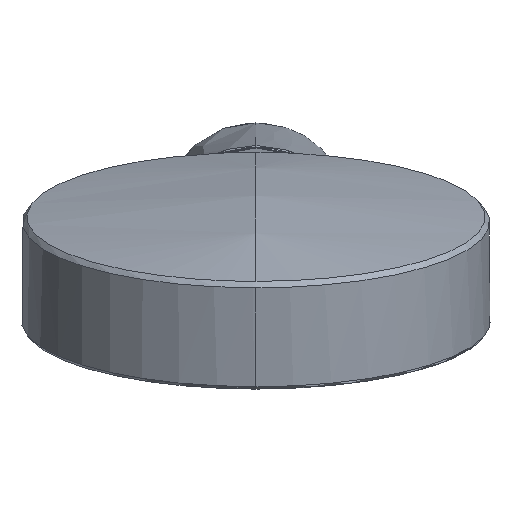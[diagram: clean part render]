
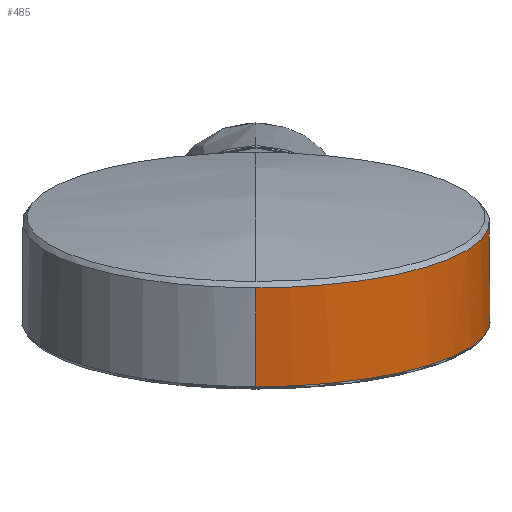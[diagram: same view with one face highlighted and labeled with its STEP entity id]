
A CAD part, top view. The second image highlights one B-rep face of the part: STEP entity #485.
In plain terms, the highlighted free-form (B-spline) face has degree [2, 1] with [9, 2] control points.
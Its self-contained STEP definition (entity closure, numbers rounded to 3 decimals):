
#485=ADVANCED_FACE('',(#2238),#27053,.T.);
#2238=FACE_OUTER_BOUND('',#3992,.T.);
#3992=EDGE_LOOP('',(#6281,#6282,#6283,#6284,#6285,#6286,#6287));
#6281=ORIENTED_EDGE('',*,*,#15031,.T.);
#6282=ORIENTED_EDGE('',*,*,#15034,.T.);
#6283=ORIENTED_EDGE('',*,*,#15025,.T.);
#6284=ORIENTED_EDGE('',*,*,#15029,.T.);
#6285=ORIENTED_EDGE('',*,*,#15033,.T.);
#6286=ORIENTED_EDGE('',*,*,#15046,.T.);
#6287=ORIENTED_EDGE('',*,*,#15032,.T.);
#15025=EDGE_CURVE('',#23853,#23851,#20581,.T.);
#15029=EDGE_CURVE('',#23851,#23854,#20585,.T.);
#15031=EDGE_CURVE('',#23856,#23857,#19361,.T.);
#15032=EDGE_CURVE('',#23858,#23856,#19362,.T.);
#15033=EDGE_CURVE('',#23854,#23859,#19363,.T.);
#15034=EDGE_CURVE('',#23857,#23853,#20587,.T.);
#15046=EDGE_CURVE('',#23859,#23858,#20589,.T.);
#19361=(
BOUNDED_CURVE()
B_SPLINE_CURVE(2,(#43798,#43799,#43800),.UNSPECIFIED.,.F.,.F.)
B_SPLINE_CURVE_WITH_KNOTS((3,3),(-0.34,0.),.UNSPECIFIED.)
CURVE()
GEOMETRIC_REPRESENTATION_ITEM()
RATIONAL_B_SPLINE_CURVE((1.,1.,1.))
REPRESENTATION_ITEM('')
);
#19362=(
BOUNDED_CURVE()
B_SPLINE_CURVE(2,(#43801,#43802,#43803,#43804,#43805),.UNSPECIFIED.,.F.,
 .F.)
B_SPLINE_CURVE_WITH_KNOTS((3,2,3),(-133.157,-66.578,
0.),.UNSPECIFIED.)
CURVE()
GEOMETRIC_REPRESENTATION_ITEM()
RATIONAL_B_SPLINE_CURVE((1.,0.709,1.,0.709,1.))
REPRESENTATION_ITEM('')
);
#19363=(
BOUNDED_CURVE()
B_SPLINE_CURVE(2,(#43806,#43807,#43808,#43809,#43810),.UNSPECIFIED.,.F.,
 .F.)
B_SPLINE_CURVE_WITH_KNOTS((3,2,3),(-124.28,-62.14,
0.),.UNSPECIFIED.)
CURVE()
GEOMETRIC_REPRESENTATION_ITEM()
RATIONAL_B_SPLINE_CURVE((1.,0.743,1.,0.743,1.))
REPRESENTATION_ITEM('')
);
#20581=B_SPLINE_CURVE_WITH_KNOTS('',3,(#43744,#43745,#43746,#43747,#43748,
#43749,#43750,#43751,#43752,#43753,#43754),.UNSPECIFIED.,.F.,.F.,(4,1,1,
1,1,1,1,1,4),(0.,1.995,3.989,5.984,7.979,
9.973,11.968,13.963,15.957),
 .UNSPECIFIED.);
#20585=B_SPLINE_CURVE_WITH_KNOTS('',3,(#43774,#43775,#43776,#43777,#43778,
#43779,#43780,#43781,#43782,#43783,#43784,#43785,#43786,#43787),
 .UNSPECIFIED.,.F.,.F.,(4,1,1,1,1,1,1,1,1,1,1,4),(0.,1.516,3.033,
4.549,6.066,7.582,9.099,10.615,
12.131,13.648,15.164,16.681),
 .UNSPECIFIED.);
#20587=B_SPLINE_CURVE_WITH_KNOTS('',1,(#43811,#43812),.UNSPECIFIED.,.F.,
 .F.,(2,2),(-1.116,0.),.UNSPECIFIED.);
#20589=B_SPLINE_CURVE_WITH_KNOTS('',1,(#43861,#43862),.UNSPECIFIED.,.F.,
 .F.,(2,2),(0.,18.613),.UNSPECIFIED.);
#23851=VERTEX_POINT('',#42388);
#23853=VERTEX_POINT('',#42390);
#23854=VERTEX_POINT('',#42391);
#23856=VERTEX_POINT('',#42393);
#23857=VERTEX_POINT('',#42394);
#23858=VERTEX_POINT('',#42395);
#23859=VERTEX_POINT('',#42396);
#27053=(
BOUNDED_SURFACE()
B_SPLINE_SURFACE(2,1,((#31277,#31278),(#31279,#31280),(#31281,#31282),(#31283,
#31284),(#31285,#31286),(#31287,#31288),(#31289,#31290),(#31291,#31292),
(#31293,#31294)),.UNSPECIFIED.,.T.,.F.,.F.)
B_SPLINE_SURFACE_WITH_KNOTS((3,2,2,2,3),(2,2),(0.,73.428,146.857,
220.285,293.713),(0.,5356.752),.UNSPECIFIED.)
GEOMETRIC_REPRESENTATION_ITEM()
RATIONAL_B_SPLINE_SURFACE(((1.,1.),(0.707,0.707),
(1.,1.),(0.707,0.707),(1.,1.),(0.707,
0.707),(1.,1.),(0.707,0.707),(1.,1.)))
REPRESENTATION_ITEM('')
SURFACE()
);
#31277=CARTESIAN_POINT('',(0.,4867.801,0.));
#31278=CARTESIAN_POINT('',(0.,-488.747,-46.746));
#31279=CARTESIAN_POINT('',(0.,4867.801,0.));
#31280=CARTESIAN_POINT('',(46.746,-488.747,-46.746));
#31281=CARTESIAN_POINT('',(0.,4867.801,0.));
#31282=CARTESIAN_POINT('',(46.746,-488.747,0.));
#31283=CARTESIAN_POINT('',(0.,4867.801,0.));
#31284=CARTESIAN_POINT('',(46.746,-488.747,46.746));
#31285=CARTESIAN_POINT('',(0.,4867.801,0.));
#31286=CARTESIAN_POINT('',(0.,-488.747,46.746));
#31287=CARTESIAN_POINT('',(0.,4867.801,0.));
#31288=CARTESIAN_POINT('',(-46.746,-488.747,46.746));
#31289=CARTESIAN_POINT('',(0.,4867.801,0.));
#31290=CARTESIAN_POINT('',(-46.746,-488.747,0.));
#31291=CARTESIAN_POINT('',(0.,4867.801,0.));
#31292=CARTESIAN_POINT('',(-46.746,-488.747,-46.746));
#31293=CARTESIAN_POINT('',(0.,4867.801,0.));
#31294=CARTESIAN_POINT('',(0.,-488.747,-46.746));
#42388=CARTESIAN_POINT('',(39.698,2.838,15.052));
#42390=CARTESIAN_POINT('',(42.484,-0.391,0.002));
#42391=CARTESIAN_POINT('',(41.439,17.104,8.647));
#42393=CARTESIAN_POINT('',(42.492,-1.508,0.341));
#42394=CARTESIAN_POINT('',(42.494,-1.509,0.002));
#42395=CARTESIAN_POINT('',(-42.494,-1.509,0.));
#42396=CARTESIAN_POINT('',(-42.331,17.104,0.));
#43744=CARTESIAN_POINT('',(42.484,-0.391,0.002));
#43745=CARTESIAN_POINT('',(42.484,-0.391,0.958));
#43746=CARTESIAN_POINT('',(42.42,-0.357,2.8));
#43747=CARTESIAN_POINT('',(42.165,-0.176,5.376));
#43748=CARTESIAN_POINT('',(41.801,0.121,7.667));
#43749=CARTESIAN_POINT('',(41.381,0.499,9.643));
#43750=CARTESIAN_POINT('',(40.944,0.958,11.33));
#43751=CARTESIAN_POINT('',(40.512,1.514,12.764));
#43752=CARTESIAN_POINT('',(40.098,2.14,13.989));
#43753=CARTESIAN_POINT('',(39.829,2.601,14.713));
#43754=CARTESIAN_POINT('',(39.698,2.838,15.052));
#43774=CARTESIAN_POINT('',(39.698,2.838,15.052));
#43775=CARTESIAN_POINT('',(39.694,3.592,15.044));
#43776=CARTESIAN_POINT('',(39.696,5.015,15.004));
#43777=CARTESIAN_POINT('',(39.727,6.87,14.876));
#43778=CARTESIAN_POINT('',(39.796,8.517,14.649));
#43779=CARTESIAN_POINT('',(39.913,10.,14.29));
#43780=CARTESIAN_POINT('',(40.07,11.353,13.81));
#43781=CARTESIAN_POINT('',(40.257,12.578,13.222));
#43782=CARTESIAN_POINT('',(40.467,13.688,12.532));
#43783=CARTESIAN_POINT('',(40.696,14.69,11.739));
#43784=CARTESIAN_POINT('',(40.94,15.59,10.833));
#43785=CARTESIAN_POINT('',(41.19,16.396,9.813));
#43786=CARTESIAN_POINT('',(41.357,16.878,9.05));
#43787=CARTESIAN_POINT('',(41.439,17.104,8.647));
#43798=CARTESIAN_POINT('',(42.492,-1.508,0.341));
#43799=CARTESIAN_POINT('',(42.494,-1.508,0.171));
#43800=CARTESIAN_POINT('',(42.494,-1.509,0.002));
#43801=CARTESIAN_POINT('',(-42.494,-1.509,0.));
#43802=CARTESIAN_POINT('',(-42.494,-1.509,42.324));
#43803=CARTESIAN_POINT('',(-0.171,-1.508,42.493));
#43804=CARTESIAN_POINT('',(42.153,-1.508,42.663));
#43805=CARTESIAN_POINT('',(42.492,-1.508,0.341));
#43806=CARTESIAN_POINT('',(41.439,17.104,8.647));
#43807=CARTESIAN_POINT('',(33.639,17.104,46.029));
#43808=CARTESIAN_POINT('',(-4.346,17.104,42.108));
#43809=CARTESIAN_POINT('',(-42.331,17.104,38.187));
#43810=CARTESIAN_POINT('',(-42.331,17.104,0.));
#43811=CARTESIAN_POINT('',(42.494,-1.509,0.002));
#43812=CARTESIAN_POINT('',(42.484,-0.391,0.002));
#43861=CARTESIAN_POINT('',(-42.331,17.104,0.));
#43862=CARTESIAN_POINT('',(-42.494,-1.509,0.));
